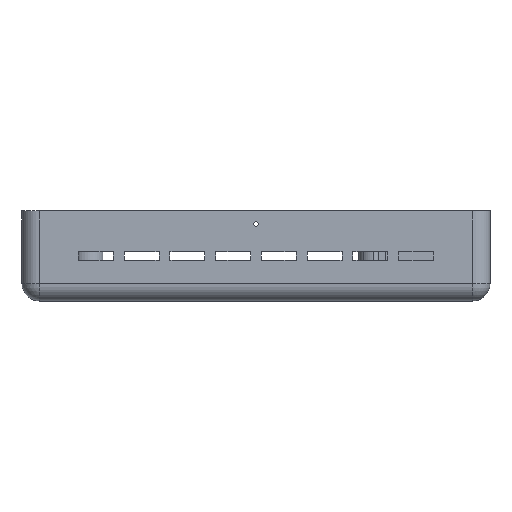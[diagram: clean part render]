
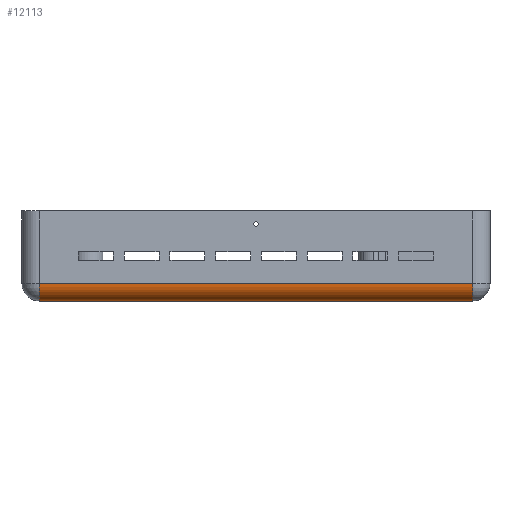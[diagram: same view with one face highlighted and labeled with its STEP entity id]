
A CAD part, left-side view. The second image highlights one B-rep face of the part: STEP entity #12113.
In plain terms, the highlighted cylindrical face has radius 4 mm (diameter 8 mm), a partial arc.
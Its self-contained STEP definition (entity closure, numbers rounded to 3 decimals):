
#1205 = PLANE('',#1206);
#1206 = AXIS2_PLACEMENT_3D('',#1207,#1208,#1209);
#1207 = CARTESIAN_POINT('',(0.,0.,0.));
#1208 = DIRECTION('',(0.,0.,1.));
#1209 = DIRECTION('',(-1.,0.,0.));
#1316 = PLANE('',#1317);
#1317 = AXIS2_PLACEMENT_3D('',#1318,#1319,#1320);
#1318 = CARTESIAN_POINT('',(-125.488,0.,0.));
#1319 = DIRECTION('',(-1.,0.,0.));
#1320 = DIRECTION('',(0.,0.,1.));
#4407 = VERTEX_POINT('',#4408);
#4408 = CARTESIAN_POINT('',(-121.488,-4.,0.));
#4429 = EDGE_CURVE('',#4430,#4407,#4432,.T.);
#4430 = VERTEX_POINT('',#4431);
#4431 = CARTESIAN_POINT('',(-121.488,-103.44,0.));
#4432 = SURFACE_CURVE('',#4433,(#4437,#4444),.PCURVE_S1.);
#4433 = LINE('',#4434,#4435);
#4434 = CARTESIAN_POINT('',(-121.488,-103.44,0.));
#4435 = VECTOR('',#4436,1.);
#4436 = DIRECTION('',(0.,1.,-0.));
#4437 = PCURVE('',#1205,#4438);
#4438 = DEFINITIONAL_REPRESENTATION('',(#4439),#4443);
#4439 = LINE('',#4440,#4441);
#4440 = CARTESIAN_POINT('',(121.488,103.44));
#4441 = VECTOR('',#4442,1.);
#4442 = DIRECTION('',(0.,-1.));
#4443 = ( GEOMETRIC_REPRESENTATION_CONTEXT(2) 
PARAMETRIC_REPRESENTATION_CONTEXT() REPRESENTATION_CONTEXT('2D SPACE',''
  ) );
#4444 = PCURVE('',#4445,#4450);
#4445 = CYLINDRICAL_SURFACE('',#4446,4.);
#4446 = AXIS2_PLACEMENT_3D('',#4447,#4448,#4449);
#4447 = CARTESIAN_POINT('',(-121.488,-103.44,4.));
#4448 = DIRECTION('',(0.,1.,-0.));
#4449 = DIRECTION('',(-1.,0.,0.));
#4450 = DEFINITIONAL_REPRESENTATION('',(#4451),#4455);
#4451 = LINE('',#4452,#4453);
#4452 = CARTESIAN_POINT('',(-1.571,0.));
#4453 = VECTOR('',#4454,1.);
#4454 = DIRECTION('',(-0.,1.));
#4455 = ( GEOMETRIC_REPRESENTATION_CONTEXT(2) 
PARAMETRIC_REPRESENTATION_CONTEXT() REPRESENTATION_CONTEXT('2D SPACE',''
  ) );
#10176 = VERTEX_POINT('',#10177);
#10177 = CARTESIAN_POINT('',(-125.488,-103.44,4.));
#10192 = SPHERICAL_SURFACE('',#10193,4.);
#10193 = AXIS2_PLACEMENT_3D('',#10194,#10195,#10196);
#10194 = CARTESIAN_POINT('',(-121.488,-103.44,4.));
#10195 = DIRECTION('',(-0.,-0.,-1.));
#10196 = DIRECTION('',(0.,-1.,0.));
#10230 = VERTEX_POINT('',#10231);
#10231 = CARTESIAN_POINT('',(-125.488,-4.,4.));
#10252 = EDGE_CURVE('',#10176,#10230,#10253,.T.);
#10253 = SURFACE_CURVE('',#10254,(#10258,#10265),.PCURVE_S1.);
#10254 = LINE('',#10255,#10256);
#10255 = CARTESIAN_POINT('',(-125.488,-103.44,4.));
#10256 = VECTOR('',#10257,1.);
#10257 = DIRECTION('',(0.,1.,-0.));
#10258 = PCURVE('',#1316,#10259);
#10259 = DEFINITIONAL_REPRESENTATION('',(#10260),#10264);
#10260 = LINE('',#10261,#10262);
#10261 = CARTESIAN_POINT('',(4.,-103.44));
#10262 = VECTOR('',#10263,1.);
#10263 = DIRECTION('',(0.,1.));
#10264 = ( GEOMETRIC_REPRESENTATION_CONTEXT(2) 
PARAMETRIC_REPRESENTATION_CONTEXT() REPRESENTATION_CONTEXT('2D SPACE',''
  ) );
#10265 = PCURVE('',#4445,#10266);
#10266 = DEFINITIONAL_REPRESENTATION('',(#10267),#10271);
#10267 = LINE('',#10268,#10269);
#10268 = CARTESIAN_POINT('',(-0.,0.));
#10269 = VECTOR('',#10270,1.);
#10270 = DIRECTION('',(-0.,1.));
#10271 = ( GEOMETRIC_REPRESENTATION_CONTEXT(2) 
PARAMETRIC_REPRESENTATION_CONTEXT() REPRESENTATION_CONTEXT('2D SPACE',''
  ) );
#11076 = SPHERICAL_SURFACE('',#11077,4.);
#11077 = AXIS2_PLACEMENT_3D('',#11078,#11079,#11080);
#11078 = CARTESIAN_POINT('',(-121.488,-4.,4.));
#11079 = DIRECTION('',(-0.,-0.,-1.));
#11080 = DIRECTION('',(-1.,0.,0.));
#12113 = ADVANCED_FACE('',(#12114),#4445,.T.);
#12114 = FACE_BOUND('',#12115,.F.);
#12115 = EDGE_LOOP('',(#12116,#12136,#12137,#12157));
#12116 = ORIENTED_EDGE('',*,*,#12117,.T.);
#12117 = EDGE_CURVE('',#10176,#4430,#12118,.T.);
#12118 = SURFACE_CURVE('',#12119,(#12124,#12130),.PCURVE_S1.);
#12119 = CIRCLE('',#12120,4.);
#12120 = AXIS2_PLACEMENT_3D('',#12121,#12122,#12123);
#12121 = CARTESIAN_POINT('',(-121.488,-103.44,4.));
#12122 = DIRECTION('',(0.,-1.,0.));
#12123 = DIRECTION('',(-1.,0.,0.));
#12124 = PCURVE('',#4445,#12125);
#12125 = DEFINITIONAL_REPRESENTATION('',(#12126),#12129);
#12126 = B_SPLINE_CURVE_WITH_KNOTS('',1,(#12127,#12128),.UNSPECIFIED.,
  .F.,.F.,(2,2),(0.,1.571),.PIECEWISE_BEZIER_KNOTS.);
#12127 = CARTESIAN_POINT('',(0.,0.));
#12128 = CARTESIAN_POINT('',(-1.571,0.));
#12129 = ( GEOMETRIC_REPRESENTATION_CONTEXT(2) 
PARAMETRIC_REPRESENTATION_CONTEXT() REPRESENTATION_CONTEXT('2D SPACE',''
  ) );
#12130 = PCURVE('',#10192,#12131);
#12131 = DEFINITIONAL_REPRESENTATION('',(#12132),#12135);
#12132 = B_SPLINE_CURVE_WITH_KNOTS('',1,(#12133,#12134),.UNSPECIFIED.,
  .F.,.F.,(2,2),(0.,1.571),.PIECEWISE_BEZIER_KNOTS.);
#12133 = CARTESIAN_POINT('',(1.571,0.));
#12134 = CARTESIAN_POINT('',(1.571,1.571));
#12135 = ( GEOMETRIC_REPRESENTATION_CONTEXT(2) 
PARAMETRIC_REPRESENTATION_CONTEXT() REPRESENTATION_CONTEXT('2D SPACE',''
  ) );
#12136 = ORIENTED_EDGE('',*,*,#4429,.T.);
#12137 = ORIENTED_EDGE('',*,*,#12138,.F.);
#12138 = EDGE_CURVE('',#10230,#4407,#12139,.T.);
#12139 = SURFACE_CURVE('',#12140,(#12145,#12151),.PCURVE_S1.);
#12140 = CIRCLE('',#12141,4.);
#12141 = AXIS2_PLACEMENT_3D('',#12142,#12143,#12144);
#12142 = CARTESIAN_POINT('',(-121.488,-4.,4.));
#12143 = DIRECTION('',(0.,-1.,0.));
#12144 = DIRECTION('',(-1.,0.,0.));
#12145 = PCURVE('',#4445,#12146);
#12146 = DEFINITIONAL_REPRESENTATION('',(#12147),#12150);
#12147 = B_SPLINE_CURVE_WITH_KNOTS('',1,(#12148,#12149),.UNSPECIFIED.,
  .F.,.F.,(2,2),(0.,1.571),.PIECEWISE_BEZIER_KNOTS.);
#12148 = CARTESIAN_POINT('',(0.,99.44));
#12149 = CARTESIAN_POINT('',(-1.571,99.44));
#12150 = ( GEOMETRIC_REPRESENTATION_CONTEXT(2) 
PARAMETRIC_REPRESENTATION_CONTEXT() REPRESENTATION_CONTEXT('2D SPACE',''
  ) );
#12151 = PCURVE('',#11076,#12152);
#12152 = DEFINITIONAL_REPRESENTATION('',(#12153),#12156);
#12153 = B_SPLINE_CURVE_WITH_KNOTS('',1,(#12154,#12155),.UNSPECIFIED.,
  .F.,.F.,(2,2),(0.,1.571),.PIECEWISE_BEZIER_KNOTS.);
#12154 = CARTESIAN_POINT('',(0.,0.));
#12155 = CARTESIAN_POINT('',(0.,1.571));
#12156 = ( GEOMETRIC_REPRESENTATION_CONTEXT(2) 
PARAMETRIC_REPRESENTATION_CONTEXT() REPRESENTATION_CONTEXT('2D SPACE',''
  ) );
#12157 = ORIENTED_EDGE('',*,*,#10252,.F.);
